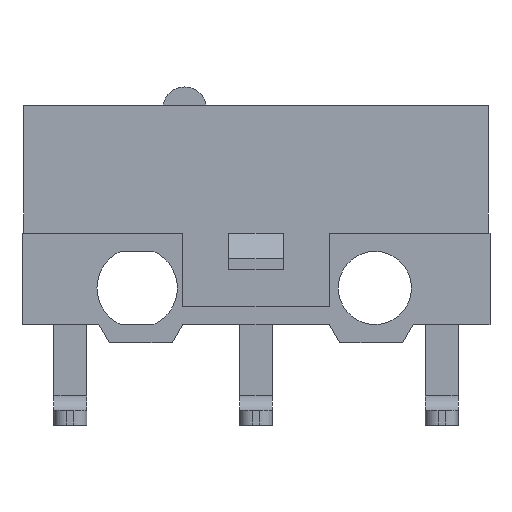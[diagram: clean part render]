
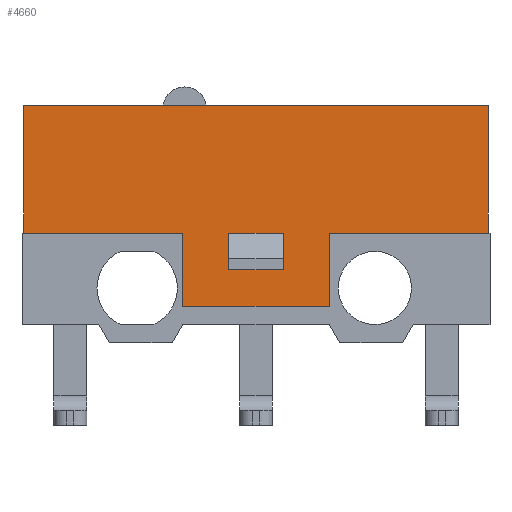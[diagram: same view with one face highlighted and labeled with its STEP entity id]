
A CAD part, front view. The second image highlights one B-rep face of the part: STEP entity #4660.
In plain terms, the highlighted planar face has unit normal (0, -1, 0).
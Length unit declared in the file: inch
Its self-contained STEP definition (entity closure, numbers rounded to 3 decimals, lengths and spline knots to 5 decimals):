
#1664=CARTESIAN_POINT('',(0.02953,-0.1122,-0.0248));
#1665=VERTEX_POINT('',#1664);
#1666=CARTESIAN_POINT('',(0.02953,-0.1122,-0.03937));
#1667=VERTEX_POINT('',#1666);
#1668=CARTESIAN_POINT('',(0.02953,-0.1122,-0.0248));
#1669=DIRECTION('',(0.0,0.0,-1.0));
#1670=VECTOR('',#1669,0.01457);
#1671=LINE('',#1668,#1670);
#1672=EDGE_CURVE('',#1665,#1667,#1671,.T.);
#1704=CARTESIAN_POINT('',(0.07874,-0.1122,0.0));
#1705=VERTEX_POINT('',#1704);
#1706=CARTESIAN_POINT('',(0.07874,-0.1122,-0.07874));
#1707=VERTEX_POINT('',#1706);
#1708=CARTESIAN_POINT('',(0.07874,-0.1122,0.0));
#1709=DIRECTION('',(0.0,0.0,-1.0));
#1710=VECTOR('',#1709,0.07874);
#1711=LINE('',#1708,#1710);
#1712=EDGE_CURVE('',#1705,#1707,#1711,.T.);
#1744=CARTESIAN_POINT('',(-0.07874,-0.1122,-0.07874));
#1745=VERTEX_POINT('',#1744);
#1746=CARTESIAN_POINT('',(-0.07874,-0.1122,-0.07874));
#1747=DIRECTION('',(1.0,0.0,0.0));
#1748=VECTOR('',#1747,0.15748);
#1749=LINE('',#1746,#1748);
#1750=EDGE_CURVE('',#1745,#1707,#1749,.T.);
#1775=CARTESIAN_POINT('',(-0.07874,-0.1122,0.0));
#1776=VERTEX_POINT('',#1775);
#1777=CARTESIAN_POINT('',(-0.07874,-0.1122,0.0));
#1778=DIRECTION('',(0.0,0.0,-1.0));
#1779=VECTOR('',#1778,0.07874);
#1780=LINE('',#1777,#1779);
#1781=EDGE_CURVE('',#1776,#1745,#1780,.T.);
#1847=CARTESIAN_POINT('',(-0.25,-0.1122,0.0));
#1848=VERTEX_POINT('',#1847);
#1849=CARTESIAN_POINT('',(-0.25,-0.1122,0.0));
#1850=DIRECTION('',(1.0,0.0,0.0));
#1851=VECTOR('',#1850,0.17126);
#1852=LINE('',#1849,#1851);
#1853=EDGE_CURVE('',#1848,#1776,#1852,.T.);
#1879=CARTESIAN_POINT('',(0.25,-0.1122,0.0));
#1880=VERTEX_POINT('',#1879);
#1887=CARTESIAN_POINT('',(0.07874,-0.1122,0.0));
#1888=DIRECTION('',(1.0,0.0,0.0));
#1889=VECTOR('',#1888,0.17126);
#1890=LINE('',#1887,#1889);
#1891=EDGE_CURVE('',#1705,#1880,#1890,.T.);
#2167=CARTESIAN_POINT('',(-0.02953,-0.1122,-0.03937));
#2168=VERTEX_POINT('',#2167);
#2169=CARTESIAN_POINT('',(-0.02953,-0.1122,-0.0248));
#2170=VERTEX_POINT('',#2169);
#2171=CARTESIAN_POINT('',(-0.02953,-0.1122,-0.03937));
#2172=DIRECTION('',(0.0,0.0,1.0));
#2173=VECTOR('',#2172,0.01457);
#2174=LINE('',#2171,#2173);
#2175=EDGE_CURVE('',#2168,#2170,#2174,.T.);
#2207=CARTESIAN_POINT('',(0.02953,-0.1122,-0.03937));
#2208=DIRECTION('',(-1.0,0.0,0.0));
#2209=VECTOR('',#2208,0.05906);
#2210=LINE('',#2207,#2209);
#2211=EDGE_CURVE('',#1667,#2168,#2210,.T.);
#3017=CARTESIAN_POINT('',(0.02953,-0.1122,0.0));
#3018=VERTEX_POINT('',#3017);
#3019=CARTESIAN_POINT('',(0.02953,-0.1122,0.0));
#3020=DIRECTION('',(0.0,0.0,-1.0));
#3021=VECTOR('',#3020,0.0248);
#3022=LINE('',#3019,#3021);
#3023=EDGE_CURVE('',#3018,#1665,#3022,.T.);
#3064=CARTESIAN_POINT('',(-0.02953,-0.1122,0.0));
#3065=VERTEX_POINT('',#3064);
#3072=CARTESIAN_POINT('',(-0.02953,-0.1122,-0.0248));
#3073=DIRECTION('',(0.0,0.0,1.0));
#3074=VECTOR('',#3073,0.0248);
#3075=LINE('',#3072,#3074);
#3076=EDGE_CURVE('',#2170,#3065,#3075,.T.);
#3254=CARTESIAN_POINT('',(-0.02953,-0.1122,0.0));
#3255=DIRECTION('',(1.0,0.0,0.0));
#3256=VECTOR('',#3255,0.05906);
#3257=LINE('',#3254,#3256);
#3258=EDGE_CURVE('',#3065,#3018,#3257,.T.);
#4546=CARTESIAN_POINT('',(-0.25,-0.1122,0.1378));
#4547=VERTEX_POINT('',#4546);
#4563=CARTESIAN_POINT('',(-0.25,-0.1122,0.0));
#4564=DIRECTION('',(0.0,0.0,1.0));
#4565=VECTOR('',#4564,0.1378);
#4566=LINE('',#4563,#4565);
#4567=EDGE_CURVE('',#1848,#4547,#4566,.T.);
#4613=CARTESIAN_POINT('',(0.25,-0.1122,0.1378));
#4614=VERTEX_POINT('',#4613);
#4621=CARTESIAN_POINT('',(0.25,-0.1122,0.0));
#4622=DIRECTION('',(0.0,0.0,1.0));
#4623=VECTOR('',#4622,0.1378);
#4624=LINE('',#4621,#4623);
#4625=EDGE_CURVE('',#1880,#4614,#4624,.T.);
#4632=CARTESIAN_POINT('',(-0.275,-0.1122,0.14862));
#4633=DIRECTION('',(0.0,-1.0,0.0));
#4634=DIRECTION('',(0.0,0.0,-1.0));
#4635=AXIS2_PLACEMENT_3D('',#4632,#4633,#4634);
#4636=PLANE('',#4635);
#4637=CARTESIAN_POINT('',(0.25,-0.1122,0.1378));
#4638=DIRECTION('',(-1.0,0.0,0.0));
#4639=VECTOR('',#4638,0.5);
#4640=LINE('',#4637,#4639);
#4641=EDGE_CURVE('',#4614,#4547,#4640,.T.);
#4642=ORIENTED_EDGE('',*,*,#4641,.T.);
#4643=ORIENTED_EDGE('',*,*,#4567,.F.);
#4644=ORIENTED_EDGE('',*,*,#1853,.T.);
#4645=ORIENTED_EDGE('',*,*,#1781,.T.);
#4646=ORIENTED_EDGE('',*,*,#1750,.T.);
#4647=ORIENTED_EDGE('',*,*,#1712,.F.);
#4648=ORIENTED_EDGE('',*,*,#1891,.T.);
#4649=ORIENTED_EDGE('',*,*,#4625,.T.);
#4650=EDGE_LOOP('',(#4642,#4643,#4644,#4645,#4646,#4647,#4648,#4649));
#4651=FACE_OUTER_BOUND('',#4650,.T.);
#4652=ORIENTED_EDGE('',*,*,#2175,.T.);
#4653=ORIENTED_EDGE('',*,*,#3076,.T.);
#4654=ORIENTED_EDGE('',*,*,#3258,.T.);
#4655=ORIENTED_EDGE('',*,*,#3023,.T.);
#4656=ORIENTED_EDGE('',*,*,#1672,.T.);
#4657=ORIENTED_EDGE('',*,*,#2211,.T.);
#4658=EDGE_LOOP('',(#4652,#4653,#4654,#4655,#4656,#4657));
#4659=FACE_BOUND('',#4658,.T.);
#4660=ADVANCED_FACE('',(#4651,#4659),#4636,.T.);
